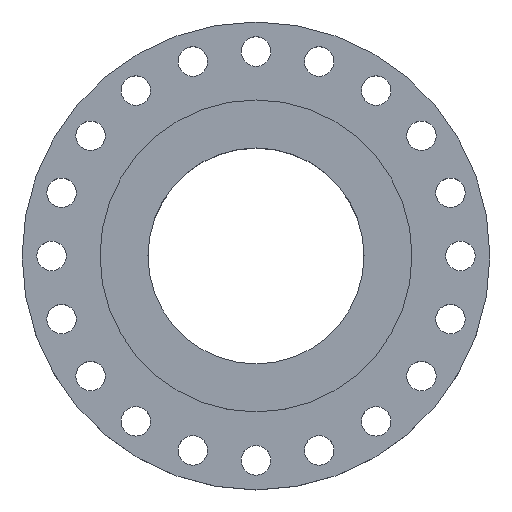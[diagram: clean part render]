
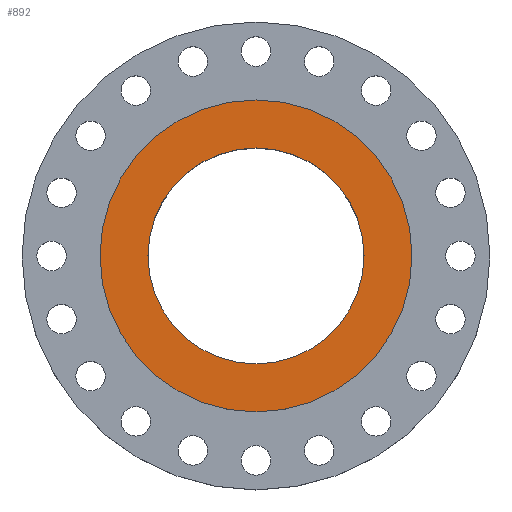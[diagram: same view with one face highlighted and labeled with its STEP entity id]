
A CAD part, top view. The second image highlights one B-rep face of the part: STEP entity #892.
In plain terms, the highlighted planar face has unit normal (0, 0, 1).
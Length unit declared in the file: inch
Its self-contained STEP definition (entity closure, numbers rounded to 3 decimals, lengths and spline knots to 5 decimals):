
#130 = DIRECTION ( 'NONE',  ( 1., 0., 0. ) ) ;
#147 = CARTESIAN_POINT ( 'NONE',  ( 0., 0., 0. ) ) ;
#289 = VERTEX_POINT ( 'NONE', #2050 ) ;
#293 = DIRECTION ( 'NONE',  ( 0., 0., 1. ) ) ;
#345 = CIRCLE ( 'NONE', #1462, 9.25 ) ;
#551 = CARTESIAN_POINT ( 'NONE',  ( -6.40625, 0., 0. ) ) ;
#597 = CARTESIAN_POINT ( 'NONE',  ( 0., 0., 0. ) ) ;
#636 = CARTESIAN_POINT ( 'NONE',  ( 6.40625, 0., 0. ) ) ;
#650 = CARTESIAN_POINT ( 'NONE',  ( 0., 0., 0. ) ) ;
#664 = FACE_OUTER_BOUND ( 'NONE', #1180, .T. ) ;
#757 = ORIENTED_EDGE ( 'NONE', *, *, #767, .F. ) ;
#767 = EDGE_CURVE ( 'NONE', #1086, #1323, #1533, .T. ) ;
#778 = DIRECTION ( 'NONE',  ( 1., 0., 0. ) ) ;
#801 = EDGE_CURVE ( 'NONE', #1323, #1086, #1432, .T. ) ;
#870 = DIRECTION ( 'NONE',  ( -1., 0., 0. ) ) ;
#892 = ADVANCED_FACE ( 'NONE', ( #1682, #664 ), #1001, .F. ) ;
#946 = DIRECTION ( 'NONE',  ( 0., 0., 1. ) ) ;
#971 = AXIS2_PLACEMENT_3D ( 'NONE', #147, #946, #778 ) ;
#983 = CARTESIAN_POINT ( 'NONE',  ( 0., 0., 0. ) ) ;
#986 = ORIENTED_EDGE ( 'NONE', *, *, #1130, .T. ) ;
#1001 = PLANE ( 'NONE',  #1706 ) ;
#1086 = VERTEX_POINT ( 'NONE', #636 ) ;
#1130 = EDGE_CURVE ( 'NONE', #289, #1475, #345, .T. ) ;
#1171 = CARTESIAN_POINT ( 'NONE',  ( -9.25, 0., 0. ) ) ;
#1180 = EDGE_LOOP ( 'NONE', ( #986, #1473 ) ) ;
#1321 = DIRECTION ( 'NONE',  ( 0., 0., -1. ) ) ;
#1323 = VERTEX_POINT ( 'NONE', #551 ) ;
#1400 = EDGE_LOOP ( 'NONE', ( #757, #1417 ) ) ;
#1417 = ORIENTED_EDGE ( 'NONE', *, *, #801, .F. ) ;
#1423 = DIRECTION ( 'NONE',  ( 1., 0., 0. ) ) ;
#1430 = DIRECTION ( 'NONE',  ( 1., 0., 0. ) ) ;
#1432 = CIRCLE ( 'NONE', #2049, 6.40625 ) ;
#1447 = DIRECTION ( 'NONE',  ( 0., 0., 1. ) ) ;
#1462 = AXIS2_PLACEMENT_3D ( 'NONE', #597, #1757, #1430 ) ;
#1473 = ORIENTED_EDGE ( 'NONE', *, *, #1873, .T. ) ;
#1475 = VERTEX_POINT ( 'NONE', #1171 ) ;
#1533 = CIRCLE ( 'NONE', #1607, 6.40625 ) ;
#1607 = AXIS2_PLACEMENT_3D ( 'NONE', #650, #293, #130 ) ;
#1682 = FACE_BOUND ( 'NONE', #1400, .T. ) ;
#1706 = AXIS2_PLACEMENT_3D ( 'NONE', #1795, #1321, #870 ) ;
#1757 = DIRECTION ( 'NONE',  ( 0., 0., 1. ) ) ;
#1795 = CARTESIAN_POINT ( 'NONE',  ( 0., 6.40625, 0. ) ) ;
#1873 = EDGE_CURVE ( 'NONE', #1475, #289, #1947, .T. ) ;
#1947 = CIRCLE ( 'NONE', #971, 9.25 ) ;
#2049 = AXIS2_PLACEMENT_3D ( 'NONE', #983, #1447, #1423 ) ;
#2050 = CARTESIAN_POINT ( 'NONE',  ( 9.25, 0., 0. ) ) ;
